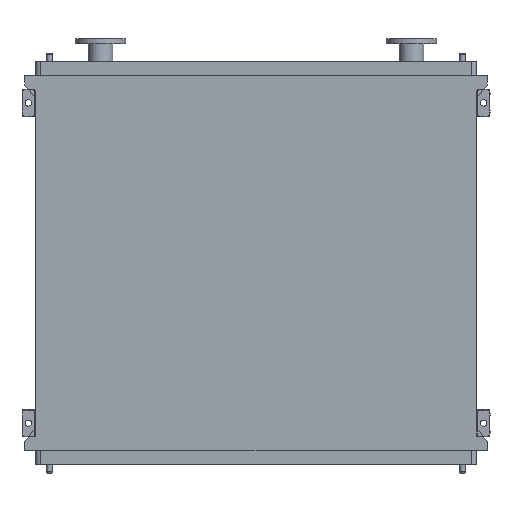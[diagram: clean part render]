
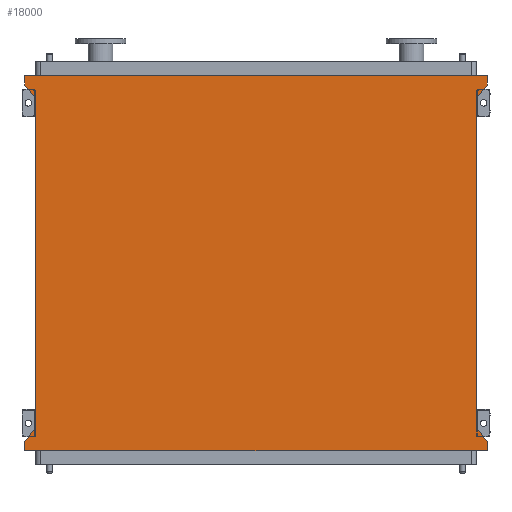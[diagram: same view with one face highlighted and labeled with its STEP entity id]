
A CAD part, front view. The second image highlights one B-rep face of the part: STEP entity #18000.
In plain terms, the highlighted planar face has unit normal (0, -1, 0).
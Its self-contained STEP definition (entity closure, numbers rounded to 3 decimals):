
#127 = CARTESIAN_POINT ( 'NONE',  ( 965., 0., 0. ) ) ;
#151 = LINE ( 'NONE', #9393, #3929 ) ;
#572 = CARTESIAN_POINT ( 'NONE',  ( 1011., 0., -1545. ) ) ;
#760 = CARTESIAN_POINT ( 'NONE',  ( 1011., 0., 95. ) ) ;
#922 = EDGE_CURVE ( 'NONE', #2465, #5856, #16713, .T. ) ;
#954 = ORIENTED_EDGE ( 'NONE', *, *, #5692, .F. ) ;
#1079 = ORIENTED_EDGE ( 'NONE', *, *, #18321, .F. ) ;
#1160 = CARTESIAN_POINT ( 'NONE',  ( -1011., 0., -1545. ) ) ;
#1206 = CARTESIAN_POINT ( 'NONE',  ( -1011., 0., -1503. ) ) ;
#1269 = VECTOR ( 'NONE', #13744, 1000. ) ;
#1334 = ORIENTED_EDGE ( 'NONE', *, *, #12653, .F. ) ;
#1383 = DIRECTION ( 'NONE',  ( -0.655, 0., -0.755 ) ) ;
#1448 = DIRECTION ( 'NONE',  ( 0., 0., -1. ) ) ;
#1991 = CARTESIAN_POINT ( 'NONE',  ( -965., 0., 0. ) ) ;
#2073 = CARTESIAN_POINT ( 'NONE',  ( 965., 0., -1450. ) ) ;
#2082 = VERTEX_POINT ( 'NONE', #760 ) ;
#2327 = CARTESIAN_POINT ( 'NONE',  ( -1011., 0., 95. ) ) ;
#2465 = VERTEX_POINT ( 'NONE', #1991 ) ;
#2564 = ORIENTED_EDGE ( 'NONE', *, *, #922, .F. ) ;
#2594 = VECTOR ( 'NONE', #2852, 1000. ) ;
#2720 = DIRECTION ( 'NONE',  ( 0., 0., 1. ) ) ;
#2837 = EDGE_CURVE ( 'NONE', #5856, #13455, #6957, .T. ) ;
#2852 = DIRECTION ( 'NONE',  ( -0.655, 0., 0.755 ) ) ;
#3094 = VECTOR ( 'NONE', #3512, 1000. ) ;
#3216 = LINE ( 'NONE', #15062, #10290 ) ;
#3512 = DIRECTION ( 'NONE',  ( 0.655, 0., 0.755 ) ) ;
#3929 = VECTOR ( 'NONE', #10800, 1000. ) ;
#4648 = VECTOR ( 'NONE', #13446, 1000. ) ;
#4761 = EDGE_CURVE ( 'NONE', #2082, #14112, #7413, .T. ) ;
#5060 = DIRECTION ( 'NONE',  ( -1., 0., 0. ) ) ;
#5501 = LINE ( 'NONE', #2327, #1269 ) ;
#5510 = VERTEX_POINT ( 'NONE', #10734 ) ;
#5519 = ORIENTED_EDGE ( 'NONE', *, *, #14542, .F. ) ;
#5692 = EDGE_CURVE ( 'NONE', #14112, #16991, #9152, .T. ) ;
#5743 = CARTESIAN_POINT ( 'NONE',  ( -965., 0., -1450. ) ) ;
#5835 = VECTOR ( 'NONE', #1383, 1000. ) ;
#5856 = VERTEX_POINT ( 'NONE', #17267 ) ;
#5955 = AXIS2_PLACEMENT_3D ( 'NONE', #8507, #9949, #1448 ) ;
#6089 = VECTOR ( 'NONE', #2720, 1000. ) ;
#6876 = EDGE_CURVE ( 'NONE', #18026, #2465, #11537, .T. ) ;
#6957 = LINE ( 'NONE', #14010, #6089 ) ;
#7064 = CARTESIAN_POINT ( 'NONE',  ( -965., 0., 0. ) ) ;
#7413 = LINE ( 'NONE', #17372, #18207 ) ;
#7437 = EDGE_LOOP ( 'NONE', ( #12647, #954, #8929, #17576, #15615, #2564, #7676, #1079, #15010, #11691, #5519, #1334 ) ) ;
#7676 = ORIENTED_EDGE ( 'NONE', *, *, #6876, .F. ) ;
#8050 = CARTESIAN_POINT ( 'NONE',  ( -1011., 0., 95. ) ) ;
#8507 = CARTESIAN_POINT ( 'NONE',  ( -965., 0., -1450. ) ) ;
#8630 = VERTEX_POINT ( 'NONE', #572 ) ;
#8689 = DIRECTION ( 'NONE',  ( 0., 0., 1. ) ) ;
#8709 = LINE ( 'NONE', #9250, #9166 ) ;
#8840 = LINE ( 'NONE', #2073, #4648 ) ;
#8891 = CARTESIAN_POINT ( 'NONE',  ( 965., 0., -1450. ) ) ;
#8929 = ORIENTED_EDGE ( 'NONE', *, *, #4761, .F. ) ;
#9027 = EDGE_CURVE ( 'NONE', #13455, #2082, #5501, .T. ) ;
#9152 = LINE ( 'NONE', #14049, #5835 ) ;
#9166 = VECTOR ( 'NONE', #5060, 1000. ) ;
#9250 = CARTESIAN_POINT ( 'NONE',  ( 1011., 0., -1545. ) ) ;
#9393 = CARTESIAN_POINT ( 'NONE',  ( 965., 0., -1450. ) ) ;
#9564 = LINE ( 'NONE', #17137, #13757 ) ;
#9949 = DIRECTION ( 'NONE',  ( 0., -1., 0. ) ) ;
#10031 = VERTEX_POINT ( 'NONE', #1206 ) ;
#10290 = VECTOR ( 'NONE', #16474, 1000. ) ;
#10734 = CARTESIAN_POINT ( 'NONE',  ( 1011., 0., -1503. ) ) ;
#10800 = DIRECTION ( 'NONE',  ( 0.655, 0., -0.755 ) ) ;
#11228 = VERTEX_POINT ( 'NONE', #8891 ) ;
#11362 = EDGE_CURVE ( 'NONE', #11228, #16991, #8840, .T. ) ;
#11537 = LINE ( 'NONE', #13374, #18145 ) ;
#11691 = ORIENTED_EDGE ( 'NONE', *, *, #15476, .F. ) ;
#12235 = VERTEX_POINT ( 'NONE', #1160 ) ;
#12486 = CARTESIAN_POINT ( 'NONE',  ( 1011., 0., 53. ) ) ;
#12647 = ORIENTED_EDGE ( 'NONE', *, *, #11362, .T. ) ;
#12653 = EDGE_CURVE ( 'NONE', #11228, #5510, #151, .T. ) ;
#13172 = DIRECTION ( 'NONE',  ( 0., 0., -1. ) ) ;
#13322 = CARTESIAN_POINT ( 'NONE',  ( -1011., 0., -1503. ) ) ;
#13374 = CARTESIAN_POINT ( 'NONE',  ( -965., 0., -1450. ) ) ;
#13446 = DIRECTION ( 'NONE',  ( 0., 0., 1. ) ) ;
#13455 = VERTEX_POINT ( 'NONE', #8050 ) ;
#13704 = FACE_OUTER_BOUND ( 'NONE', #7437, .T. ) ;
#13744 = DIRECTION ( 'NONE',  ( 1., 0., 0. ) ) ;
#13757 = VECTOR ( 'NONE', #8689, 1000. ) ;
#13913 = LINE ( 'NONE', #13322, #3094 ) ;
#14010 = CARTESIAN_POINT ( 'NONE',  ( -1011., 0., 53. ) ) ;
#14049 = CARTESIAN_POINT ( 'NONE',  ( 1011., 0., 53. ) ) ;
#14112 = VERTEX_POINT ( 'NONE', #12486 ) ;
#14542 = EDGE_CURVE ( 'NONE', #5510, #8630, #3216, .T. ) ;
#14786 = DIRECTION ( 'NONE',  ( 0., 0., 1. ) ) ;
#15010 = ORIENTED_EDGE ( 'NONE', *, *, #16429, .F. ) ;
#15062 = CARTESIAN_POINT ( 'NONE',  ( 1011., 0., -1503. ) ) ;
#15476 = EDGE_CURVE ( 'NONE', #8630, #12235, #8709, .T. ) ;
#15615 = ORIENTED_EDGE ( 'NONE', *, *, #2837, .F. ) ;
#16429 = EDGE_CURVE ( 'NONE', #12235, #10031, #9564, .T. ) ;
#16474 = DIRECTION ( 'NONE',  ( 0., 0., -1. ) ) ;
#16713 = LINE ( 'NONE', #7064, #2594 ) ;
#16956 = PLANE ( 'NONE',  #5955 ) ;
#16991 = VERTEX_POINT ( 'NONE', #127 ) ;
#17137 = CARTESIAN_POINT ( 'NONE',  ( -1011., 0., -1545. ) ) ;
#17267 = CARTESIAN_POINT ( 'NONE',  ( -1011., 0., 53. ) ) ;
#17372 = CARTESIAN_POINT ( 'NONE',  ( 1011., 0., 95. ) ) ;
#17576 = ORIENTED_EDGE ( 'NONE', *, *, #9027, .F. ) ;
#18000 = ADVANCED_FACE ( 'NONE', ( #13704 ), #16956, .T. ) ;
#18026 = VERTEX_POINT ( 'NONE', #5743 ) ;
#18145 = VECTOR ( 'NONE', #14786, 1000. ) ;
#18207 = VECTOR ( 'NONE', #13172, 1000. ) ;
#18321 = EDGE_CURVE ( 'NONE', #10031, #18026, #13913, .T. ) ;
